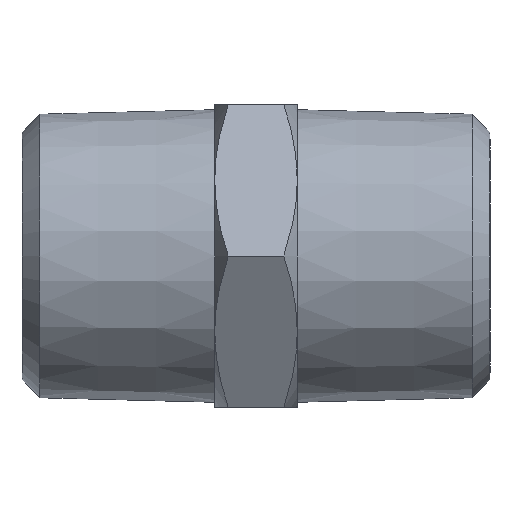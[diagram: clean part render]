
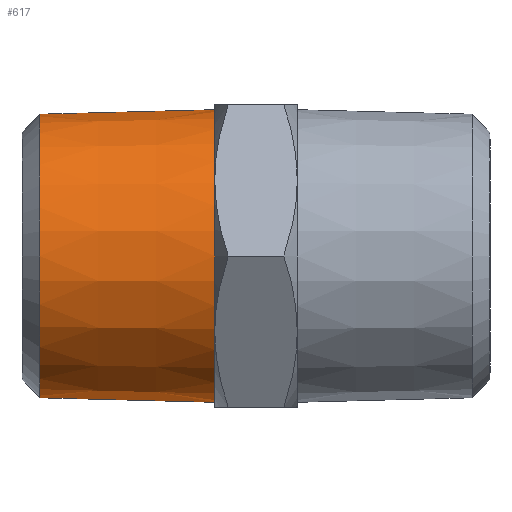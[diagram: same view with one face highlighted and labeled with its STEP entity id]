
A CAD part, left-side view. The second image highlights one B-rep face of the part: STEP entity #617.
In plain terms, the highlighted conical face has half-angle 1.47 degrees and reference radius 10.626 mm.
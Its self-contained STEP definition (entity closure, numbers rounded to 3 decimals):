
#611 = EDGE_LOOP ( 'NONE', ( #623, #626, #620, #619 ) ) ;
#612 = VERTEX_POINT ( 'NONE', #1033 ) ;
#617 = ADVANCED_FACE ( 'NONE', ( #1053 ), #766, .T. ) ;
#618 = EDGE_CURVE ( 'NONE', #625, #612, #1018, .T. ) ;
#619 = ORIENTED_EDGE ( 'NONE', *, *, #636, .F. ) ;
#620 = ORIENTED_EDGE ( 'NONE', *, *, #640, .F. ) ;
#622 = VERTEX_POINT ( 'NONE', #1000 ) ;
#623 = ORIENTED_EDGE ( 'NONE', *, *, #618, .T. ) ;
#624 = EDGE_CURVE ( 'NONE', #612, #622, #1010, .T. ) ;
#625 = VERTEX_POINT ( 'NONE', #1012 ) ;
#626 = ORIENTED_EDGE ( 'NONE', *, *, #624, .T. ) ;
#636 = EDGE_CURVE ( 'NONE', #625, #644, #996, .T. ) ;
#640 = EDGE_CURVE ( 'NONE', #644, #622, #1059, .T. ) ;
#644 = VERTEX_POINT ( 'NONE', #1061 ) ;
#752 = DIRECTION ( 'NONE',  ( 0., 0., 1. ) ) ;
#758 = DIRECTION ( 'NONE',  ( 0., -1., 0. ) ) ;
#764 = CARTESIAN_POINT ( 'NONE',  ( 0., 3., 0. ) ) ;
#765 = AXIS2_PLACEMENT_3D ( 'NONE', #764, #758, #752 ) ;
#766 = CONICAL_SURFACE ( 'NONE', #765, 10.626, 0.026 ) ;
#996 = LINE ( 'NONE', #999, #1023 ) ;
#997 = DIRECTION ( 'NONE',  ( 0., -1., 0. ) ) ;
#998 = VECTOR ( 'NONE', #1004, 1000. ) ;
#999 = CARTESIAN_POINT ( 'NONE',  ( 0., 3., 10.626 ) ) ;
#1000 = CARTESIAN_POINT ( 'NONE',  ( 0., 3., -10.626 ) ) ;
#1004 = DIRECTION ( 'NONE',  ( 0., -1., -0.026 ) ) ;
#1005 = CARTESIAN_POINT ( 'NONE',  ( 0., 3., -10.626 ) ) ;
#1009 = DIRECTION ( 'NONE',  ( 0., 0., -1. ) ) ;
#1010 = LINE ( 'NONE', #1005, #998 ) ;
#1012 = CARTESIAN_POINT ( 'NONE',  ( 0., 15.7, 10.3 ) ) ;
#1018 = CIRCLE ( 'NONE', #1021, 10.3 ) ;
#1021 = AXIS2_PLACEMENT_3D ( 'NONE', #1027, #997, #1009 ) ;
#1022 = DIRECTION ( 'NONE',  ( 0., -1., 0.026 ) ) ;
#1023 = VECTOR ( 'NONE', #1022, 1000. ) ;
#1027 = CARTESIAN_POINT ( 'NONE',  ( 0., 15.7, 0. ) ) ;
#1033 = CARTESIAN_POINT ( 'NONE',  ( 0., 15.7, -10.3 ) ) ;
#1053 = FACE_OUTER_BOUND ( 'NONE', #611, .T. ) ;
#1057 = CARTESIAN_POINT ( 'NONE',  ( 0., 3., 0. ) ) ;
#1058 = AXIS2_PLACEMENT_3D ( 'NONE', #1057, #1064, #1063 ) ;
#1059 = CIRCLE ( 'NONE', #1058, 10.626 ) ;
#1061 = CARTESIAN_POINT ( 'NONE',  ( 0., 3., 10.626 ) ) ;
#1063 = DIRECTION ( 'NONE',  ( 0., 0., -1. ) ) ;
#1064 = DIRECTION ( 'NONE',  ( 0., -1., 0. ) ) ;
